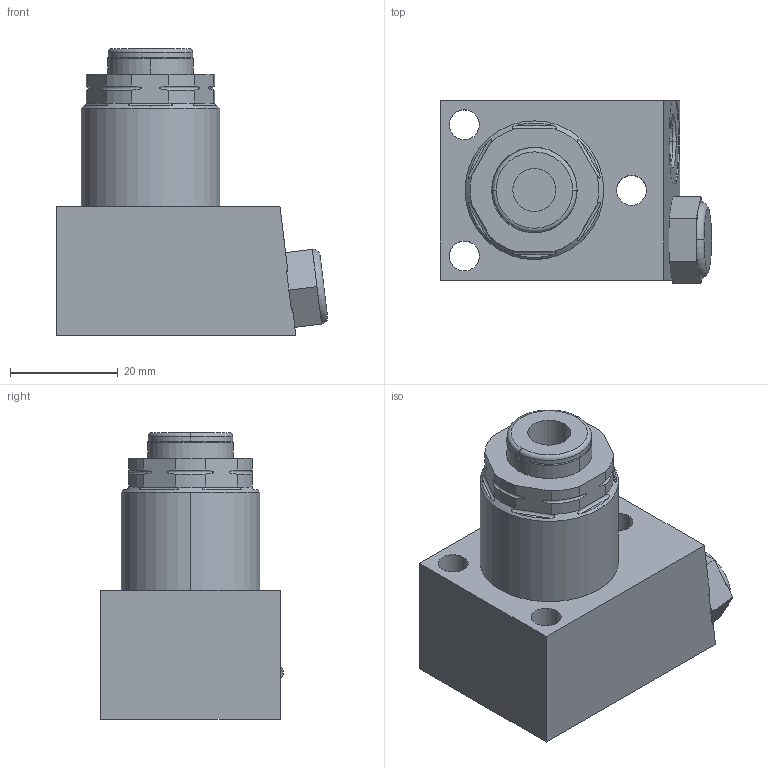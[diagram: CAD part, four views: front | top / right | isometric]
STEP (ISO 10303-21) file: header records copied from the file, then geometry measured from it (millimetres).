
FILE_DESCRIPTION((''),'2;1');
FILE_NAME('ILCM41005007','2019-12-06T',('jweaver'),(''),'PRO/ENGINEER BY PARAMETRIC TECHNOLOGY CORPORATION, 2013320','PRO/ENGINEER BY PARAMETRIC TECHNOLOGY CORPORATION, 2013320','');
FILE_SCHEMA(('AUTOMOTIVE_DESIGN { 1 0 10303 214 1 1 1 1 }'));
Length unit declared in the file: millimetre
Products named in the file (1): ILCM41005007
Bounding box: 50.35 x 33.94 x 53.29 mm (x, y, z)
Volume: 45125.5 mm3; surface area: 10997 mm2
Topology: 1 solids, 2 shells, 96 faces, 234 edges, 146 vertices
Faces by surface type: plane 40, cylinder 38, torus 12, cone 6
Entity records: 3684 total; most frequent: CARTESIAN_POINT 1222, DIRECTION 498, ORIENTED_EDGE 468, EDGE_CURVE 234, AXIS2_PLACEMENT_3D 192, VERTEX_POINT 146, VECTOR 114, LINE 114
